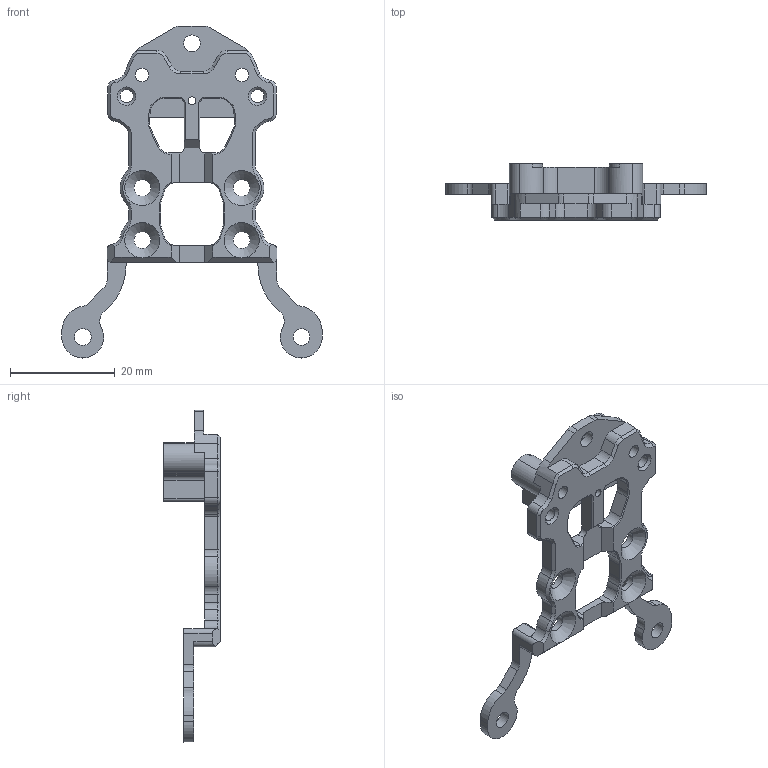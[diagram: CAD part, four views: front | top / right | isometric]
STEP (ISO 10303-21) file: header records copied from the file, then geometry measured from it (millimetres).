
FILE_DESCRIPTION(/* description */ (''),/* implementation_level */ '2;1');
FILE_NAME(/* name */ 'P0017_REV_B .step',/* time_stamp */ '2024-06-02T17:44:38-04:00',/* author */ (''),/* organization */ (''),/* preprocessor_version */ 'ST-DEVELOPER v20',/* originating_system */ 'Autodesk Translation Framework v13.14.0.145',/* authorisation */ '');
FILE_SCHEMA (('AUTOMOTIVE_DESIGN { 1 0 10303 214 3 1 1 }'));
Length unit declared in the file: millimetre
Products named in the file (1): P0017_REV_B _METAL_BOOP_DB_Combined
Bounding box: 49.8 x 10.8 x 63.47 mm (x, y, z)
Volume: 3732.5 mm3; surface area: 4133.3 mm2
Topology: 1 solids, 1 shells, 288 faces, 787 edges, 494 vertices
Faces by surface type: plane 114, cylinder 112, cone 62
Full cylindrical faces by diameter (mm): 1.5 x1, 2.529 x4, 3.2 x7
Entity records: 9197 total; most frequent: DIRECTION 1655, CARTESIAN_POINT 1604, ORIENTED_EDGE 1574, EDGE_CURVE 787, AXIS2_PLACEMENT_3D 593, VERTEX_POINT 494, LINE 469, VECTOR 469
